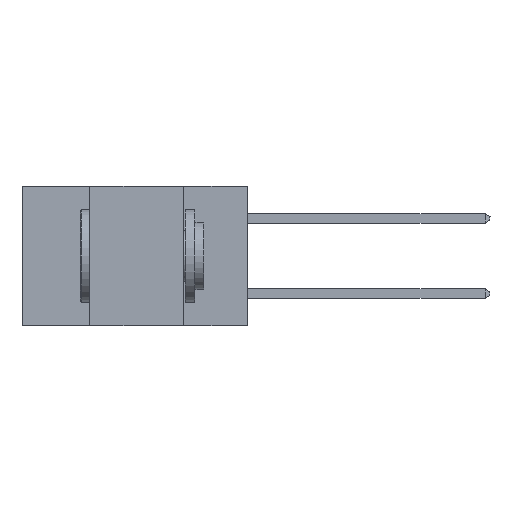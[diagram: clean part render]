
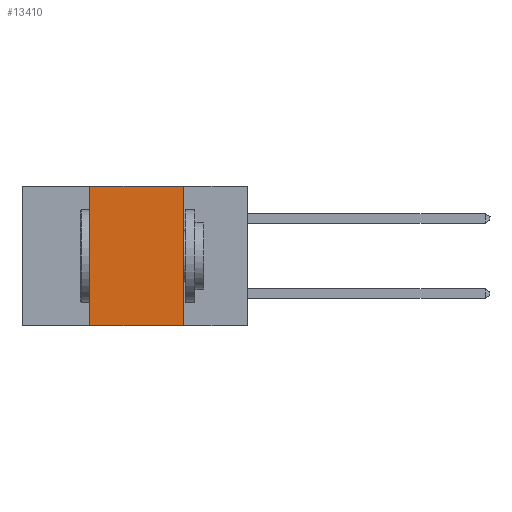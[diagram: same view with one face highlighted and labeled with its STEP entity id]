
A CAD part, left-side view. The second image highlights one B-rep face of the part: STEP entity #13410.
In plain terms, the highlighted planar face has unit normal (-1, 0, 0).
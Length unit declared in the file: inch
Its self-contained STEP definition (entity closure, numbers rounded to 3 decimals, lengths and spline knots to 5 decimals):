
#29 = CARTESIAN_POINT ( 'NONE',  ( 0., 0.17, 0. ) ) ;
#261 = DIRECTION ( 'NONE',  ( 0., 0., -1. ) ) ;
#699 = PLANE ( 'NONE',  #19099 ) ;
#918 = DIRECTION ( 'NONE',  ( 0., -1., 0. ) ) ;
#1007 = CARTESIAN_POINT ( 'NONE',  ( 0., 0.6, -0.37 ) ) ;
#1371 = ORIENTED_EDGE ( 'NONE', *, *, #3366, .T. ) ;
#1434 = CARTESIAN_POINT ( 'NONE',  ( 0., 0.17, -0.37 ) ) ;
#2028 = CARTESIAN_POINT ( 'NONE',  ( 0., 0.17, -0.37 ) ) ;
#2586 = LINE ( 'NONE', #1007, #12375 ) ;
#3366 = EDGE_CURVE ( 'NONE', #9833, #9975, #2586, .T. ) ;
#3998 = EDGE_CURVE ( 'NONE', #7435, #9975, #11088, .T. ) ;
#4417 = EDGE_LOOP ( 'NONE', ( #12780, #18402, #9614, #1371 ) ) ;
#4762 = VECTOR ( 'NONE', #261, 39.37008 ) ;
#5266 = DIRECTION ( 'NONE',  ( 0., 0., -1. ) ) ;
#7107 = VERTEX_POINT ( 'NONE', #12187 ) ;
#7435 = VERTEX_POINT ( 'NONE', #29 ) ;
#7971 = CARTESIAN_POINT ( 'NONE',  ( 0., 0.6, 0. ) ) ;
#8060 = DIRECTION ( 'NONE',  ( 0., -1., 0. ) ) ;
#9614 = ORIENTED_EDGE ( 'NONE', *, *, #10378, .F. ) ;
#9833 = VERTEX_POINT ( 'NONE', #11694 ) ;
#9975 = VERTEX_POINT ( 'NONE', #1434 ) ;
#10378 = EDGE_CURVE ( 'NONE', #9833, #7107, #12054, .T. ) ;
#11088 = LINE ( 'NONE', #2028, #4762 ) ;
#11437 = CARTESIAN_POINT ( 'NONE',  ( 0., 0.6, 0. ) ) ;
#11694 = CARTESIAN_POINT ( 'NONE',  ( 0., 0.42, -0.37 ) ) ;
#12054 = LINE ( 'NONE', #16523, #16407 ) ;
#12187 = CARTESIAN_POINT ( 'NONE',  ( 0., 0.42, 0. ) ) ;
#12375 = VECTOR ( 'NONE', #918, 39.37008 ) ;
#12780 = ORIENTED_EDGE ( 'NONE', *, *, #3998, .F. ) ;
#13410 = ADVANCED_FACE ( 'NONE', ( #17410 ), #699, .F. ) ;
#14696 = EDGE_CURVE ( 'NONE', #7107, #7435, #15621, .T. ) ;
#15621 = LINE ( 'NONE', #7971, #17554 ) ;
#15914 = DIRECTION ( 'NONE',  ( 1., 0., 0. ) ) ;
#16407 = VECTOR ( 'NONE', #16611, 39.37008 ) ;
#16523 = CARTESIAN_POINT ( 'NONE',  ( 0., 0.42, -0.37 ) ) ;
#16611 = DIRECTION ( 'NONE',  ( 0., 0., 1. ) ) ;
#17410 = FACE_OUTER_BOUND ( 'NONE', #4417, .T. ) ;
#17554 = VECTOR ( 'NONE', #8060, 39.37008 ) ;
#18402 = ORIENTED_EDGE ( 'NONE', *, *, #14696, .F. ) ;
#19099 = AXIS2_PLACEMENT_3D ( 'NONE', #11437, #15914, #5266 ) ;
